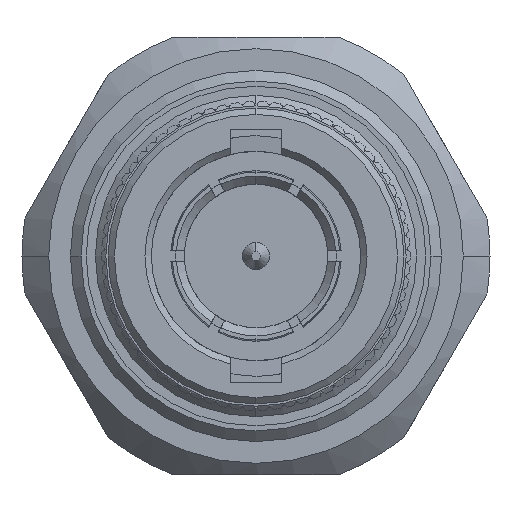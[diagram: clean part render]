
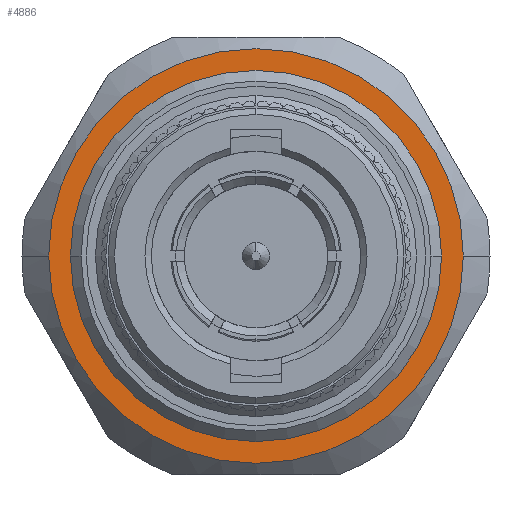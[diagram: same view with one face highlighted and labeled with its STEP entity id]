
A CAD part, left-side view. The second image highlights one B-rep face of the part: STEP entity #4886.
In plain terms, the highlighted face is planar.
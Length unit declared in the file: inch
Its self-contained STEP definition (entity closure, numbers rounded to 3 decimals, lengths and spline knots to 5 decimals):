
#266 = VERTEX_POINT ( 'NONE', #18455 ) ;
#813 = CARTESIAN_POINT ( 'NONE',  ( 0.66878, 0., 0. ) ) ;
#1709 = CIRCLE ( 'NONE', #3221, 0.34315 ) ;
#1867 = AXIS2_PLACEMENT_3D ( 'NONE', #16326, #14905, #6076 ) ;
#2627 = EDGE_LOOP ( 'NONE', ( #9023, #12868 ) ) ;
#2861 = FACE_BOUND ( 'NONE', #5847, .T. ) ;
#3019 = DIRECTION ( 'NONE',  ( -1., 0., 0. ) ) ;
#3161 = DIRECTION ( 'NONE',  ( 0., 1., 0. ) ) ;
#3221 = AXIS2_PLACEMENT_3D ( 'NONE', #813, #13745, #9375 ) ;
#3479 = CARTESIAN_POINT ( 'NONE',  ( 0.66878, 0.38341, 0. ) ) ;
#3693 = CARTESIAN_POINT ( 'NONE',  ( 0.66878, 0., 0. ) ) ;
#4257 = VERTEX_POINT ( 'NONE', #18210 ) ;
#4886 = ADVANCED_FACE ( 'NONE', ( #2861, #10486 ), #10395, .T. ) ;
#4955 = AXIS2_PLACEMENT_3D ( 'NONE', #3693, #11025, #12261 ) ;
#5847 = EDGE_LOOP ( 'NONE', ( #17384, #11438 ) ) ;
#6076 = DIRECTION ( 'NONE',  ( 0., -1., 0. ) ) ;
#7120 = CARTESIAN_POINT ( 'NONE',  ( 0.66878, 0.34315, 0. ) ) ;
#7408 = DIRECTION ( 'NONE',  ( 0., -1., 0. ) ) ;
#7514 = EDGE_CURVE ( 'NONE', #7754, #4257, #16491, .T. ) ;
#7587 = CIRCLE ( 'NONE', #10916, 0.34315 ) ;
#7754 = VERTEX_POINT ( 'NONE', #3479 ) ;
#9023 = ORIENTED_EDGE ( 'NONE', *, *, #12512, .F. ) ;
#9375 = DIRECTION ( 'NONE',  ( 0., -1., 0. ) ) ;
#10056 = CIRCLE ( 'NONE', #1867, 0.38341 ) ;
#10395 = PLANE ( 'NONE',  #18583 ) ;
#10414 = EDGE_CURVE ( 'NONE', #12358, #266, #7587, .T. ) ;
#10486 = FACE_OUTER_BOUND ( 'NONE', #2627, .T. ) ;
#10916 = AXIS2_PLACEMENT_3D ( 'NONE', #15939, #3019, #7408 ) ;
#11025 = DIRECTION ( 'NONE',  ( -1., 0., 0. ) ) ;
#11438 = ORIENTED_EDGE ( 'NONE', *, *, #10414, .T. ) ;
#12261 = DIRECTION ( 'NONE',  ( 0., -1., 0. ) ) ;
#12358 = VERTEX_POINT ( 'NONE', #7120 ) ;
#12512 = EDGE_CURVE ( 'NONE', #4257, #7754, #10056, .T. ) ;
#12868 = ORIENTED_EDGE ( 'NONE', *, *, #7514, .F. ) ;
#13745 = DIRECTION ( 'NONE',  ( -1., 0., 0. ) ) ;
#14454 = CARTESIAN_POINT ( 'NONE',  ( 0.66878, 0., 0. ) ) ;
#14905 = DIRECTION ( 'NONE',  ( -1., 0., 0. ) ) ;
#15879 = EDGE_CURVE ( 'NONE', #266, #12358, #1709, .T. ) ;
#15939 = CARTESIAN_POINT ( 'NONE',  ( 0.66878, 0., 0. ) ) ;
#16179 = DIRECTION ( 'NONE',  ( 1., 0., 0. ) ) ;
#16326 = CARTESIAN_POINT ( 'NONE',  ( 0.66878, 0., 0. ) ) ;
#16491 = CIRCLE ( 'NONE', #4955, 0.38341 ) ;
#17384 = ORIENTED_EDGE ( 'NONE', *, *, #15879, .T. ) ;
#18210 = CARTESIAN_POINT ( 'NONE',  ( 0.66878, -0.38341, 0. ) ) ;
#18455 = CARTESIAN_POINT ( 'NONE',  ( 0.66878, -0.34315, 0. ) ) ;
#18583 = AXIS2_PLACEMENT_3D ( 'NONE', #14454, #16179, #3161 ) ;
